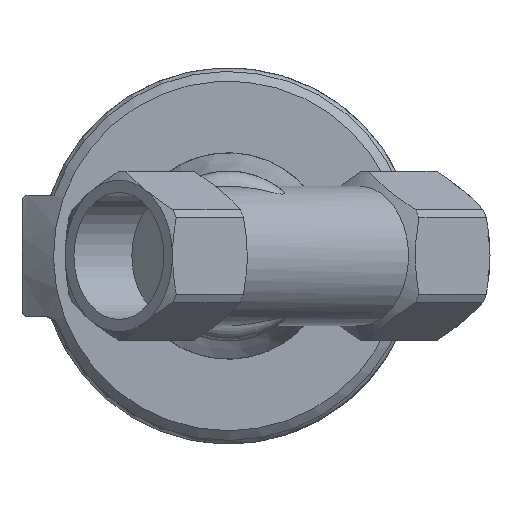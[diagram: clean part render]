
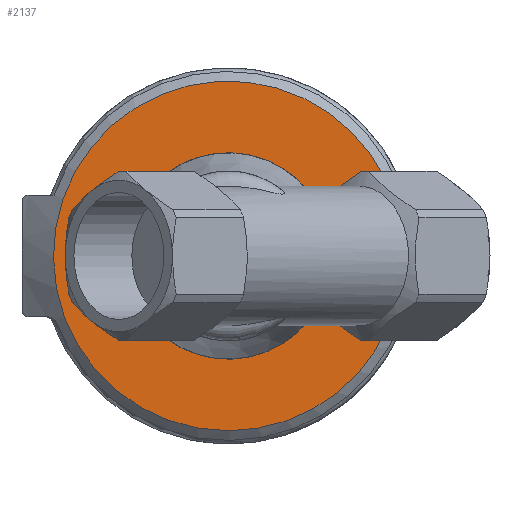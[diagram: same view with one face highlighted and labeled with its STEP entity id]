
A CAD part, front view. The second image highlights one B-rep face of the part: STEP entity #2137.
In plain terms, the highlighted planar face has unit normal (0, -1, 0).
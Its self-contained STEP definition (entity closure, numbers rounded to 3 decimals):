
#158=CIRCLE('',#2328,13.5);
#159=CIRCLE('',#2329,28.813);
#518=ORIENTED_EDGE('',*,*,#1122,.F.);
#519=ORIENTED_EDGE('',*,*,#1123,.T.);
#1122=EDGE_CURVE('',#1423,#1423,#158,.T.);
#1123=EDGE_CURVE('',#1424,#1424,#159,.T.);
#1423=VERTEX_POINT('',#3932);
#1424=VERTEX_POINT('',#3934);
#1766=EDGE_LOOP('',(#518));
#1767=EDGE_LOOP('',(#519));
#1935=FACE_BOUND('',#1766,.T.);
#1936=FACE_BOUND('',#1767,.T.);
#2081=PLANE('',#2327);
#2137=ADVANCED_FACE('',(#1935,#1936),#2081,.T.);
#2327=AXIS2_PLACEMENT_3D('',#3930,#2654,#2655);
#2328=AXIS2_PLACEMENT_3D('',#3931,#2656,#2657);
#2329=AXIS2_PLACEMENT_3D('',#3933,#2658,#2659);
#2654=DIRECTION('',(0.,-1.,0.));
#2655=DIRECTION('',(0.,0.,-1.));
#2656=DIRECTION('',(0.,-1.,0.));
#2657=DIRECTION('',(0.,0.,-1.));
#2658=DIRECTION('',(0.,-1.,0.));
#2659=DIRECTION('',(0.,0.,-1.));
#3930=CARTESIAN_POINT('',(-34.61,-26.873,15.5));
#3931=CARTESIAN_POINT('',(-34.61,-26.873,0.));
#3932=CARTESIAN_POINT('',(-34.61,-26.873,-13.5));
#3933=CARTESIAN_POINT('',(-34.61,-26.873,0.));
#3934=CARTESIAN_POINT('',(-34.61,-26.873,-28.813));
